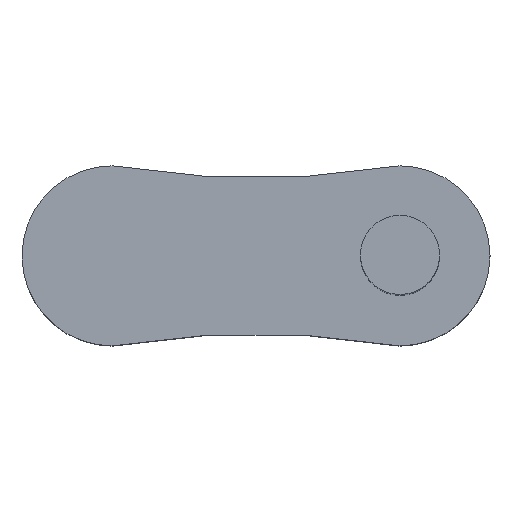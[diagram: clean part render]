
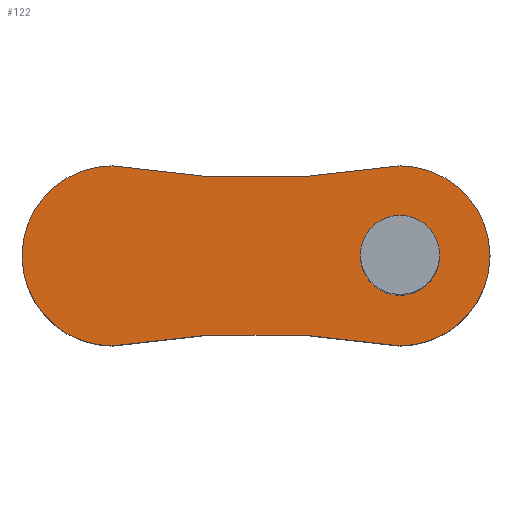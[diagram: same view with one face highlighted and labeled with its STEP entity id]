
A CAD part, top view. The second image highlights one B-rep face of the part: STEP entity #122.
In plain terms, the highlighted planar face has unit normal (0, 0, 1).
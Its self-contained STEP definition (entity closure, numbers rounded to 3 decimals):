
#15=FACE_BOUND('',#34,.T.);
#17=PLANE('',#154);
#25=FACE_OUTER_BOUND('',#33,.T.);
#33=EDGE_LOOP('',(#102,#103,#104,#105));
#34=EDGE_LOOP('',(#106));
#47=CIRCLE('',#140,110.);
#49=CIRCLE('',#144,2400.);
#51=CIRCLE('',#147,250.);
#53=CIRCLE('',#150,2400.);
#55=CIRCLE('',#153,250.);
#57=VERTEX_POINT('',#203);
#60=VERTEX_POINT('',#211);
#61=VERTEX_POINT('',#213);
#63=VERTEX_POINT('',#219);
#65=VERTEX_POINT('',#225);
#68=EDGE_CURVE('',#57,#57,#47,.T.);
#71=EDGE_CURVE('',#61,#60,#49,.T.);
#74=EDGE_CURVE('',#63,#61,#51,.T.);
#77=EDGE_CURVE('',#65,#63,#53,.T.);
#80=EDGE_CURVE('',#60,#65,#55,.T.);
#102=ORIENTED_EDGE('',*,*,#80,.T.);
#103=ORIENTED_EDGE('',*,*,#77,.T.);
#104=ORIENTED_EDGE('',*,*,#74,.T.);
#105=ORIENTED_EDGE('',*,*,#71,.T.);
#106=ORIENTED_EDGE('',*,*,#68,.T.);
#122=ADVANCED_FACE('',(#25,#15),#17,.T.);
#140=AXIS2_PLACEMENT_3D('',#205,#163,#164);
#144=AXIS2_PLACEMENT_3D('',#214,#172,#173);
#147=AXIS2_PLACEMENT_3D('',#220,#179,#180);
#150=AXIS2_PLACEMENT_3D('',#226,#186,#187);
#153=AXIS2_PLACEMENT_3D('',#230,#193,#194);
#154=AXIS2_PLACEMENT_3D('',#231,#195,#196);
#163=DIRECTION('center_axis',(0.,0.,-1.));
#164=DIRECTION('ref_axis',(-1.,0.,0.));
#172=DIRECTION('center_axis',(0.,0.,-1.));
#173=DIRECTION('ref_axis',(-0.167,-0.986,0.));
#179=DIRECTION('center_axis',(0.,0.,1.));
#180=DIRECTION('ref_axis',(0.,-1.,0.));
#186=DIRECTION('center_axis',(0.,0.,-1.));
#187=DIRECTION('ref_axis',(0.167,0.986,0.));
#193=DIRECTION('center_axis',(0.,0.,1.));
#194=DIRECTION('ref_axis',(0.,1.,0.));
#195=DIRECTION('center_axis',(0.,0.,1.));
#196=DIRECTION('ref_axis',(1.,0.,0.));
#203=CARTESIAN_POINT('',(510.,0.,500.));
#205=CARTESIAN_POINT('Origin',(400.,0.,500.));
#211=CARTESIAN_POINT('',(-400.,250.,500.));
#213=CARTESIAN_POINT('',(400.,250.,500.));
#214=CARTESIAN_POINT('Origin',(0.,2616.432,500.));
#219=CARTESIAN_POINT('',(400.,-250.,500.));
#220=CARTESIAN_POINT('Origin',(400.,0.,500.));
#225=CARTESIAN_POINT('',(-400.,-250.,500.));
#226=CARTESIAN_POINT('Origin',(0.,-2616.432,500.));
#230=CARTESIAN_POINT('Origin',(-400.,0.,500.));
#231=CARTESIAN_POINT('Origin',(0.,0.,500.));
